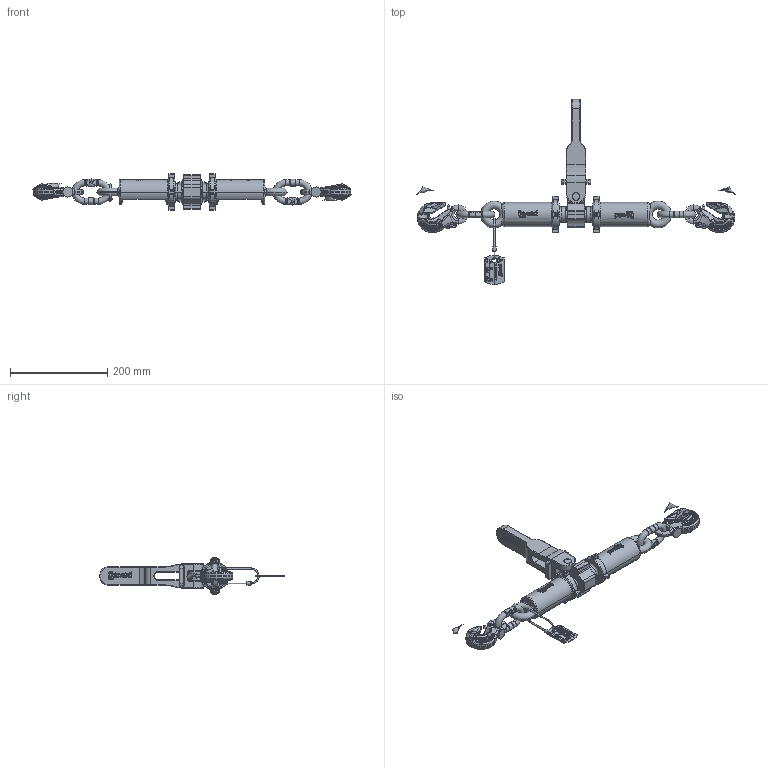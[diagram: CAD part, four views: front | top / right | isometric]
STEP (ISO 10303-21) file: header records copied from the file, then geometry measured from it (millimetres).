
FILE_DESCRIPTION(/* description */ (''),/* implementation_level */ '2;1');
FILE_NAME(/* name */ 'RPSWP 7 Kundenmodell.stp',/* time_stamp */ '2022-07-25T14:20:41+02:00',/* author */ (''),/* organization */ (''),/* preprocessor_version */ 'ST-DEVELOPER v16',/* originating_system */ 'SIEMENS PLM Software NX 11.0',/* authorisation */ '');
FILE_SCHEMA (('AUTOMOTIVE_DESIGN { 1 0 10303 214 3 1 1 1 }'));
Products named in the file (1): baf2CDCD1B4kftd
Bounding box: 682.92 x 380.67 x 75 mm (x, y, z)
Volume: 810001.6 mm3; surface area: 232058.6 mm2
Topology: 17 solids, 19 shells, 4132 faces, 10696 edges, 6770 vertices
Faces by surface type: plane 1587, extrusion 1088, bspline 584, cylinder 437, torus 311, cone 63, sphere 62
Full cylindrical faces by diameter (mm): 1.782 x3, 3 x2, 3.2 x2, 3.3 x1, 4 x1, 5 x1, 5.6 x2, 5.8 x1, 6 x3, 6.2 x1, 7.5 x1, 8 x2, 10 x1, 13 x4, 13.975 x2, 14 x2, 15.5 x1, 16 x3, 20 x3, 20.8 x2, 34 x2
Entity records: 186012 total; most frequent: CARTESIAN_POINT 91754, ORIENTED_EDGE 20946, DIRECTION 12240, EDGE_CURVE 10473, B_SPLINE_CURVE_WITH_KNOTS 6771, VERTEX_POINT 6730, EDGE_LOOP 4514, VECTOR 4442
